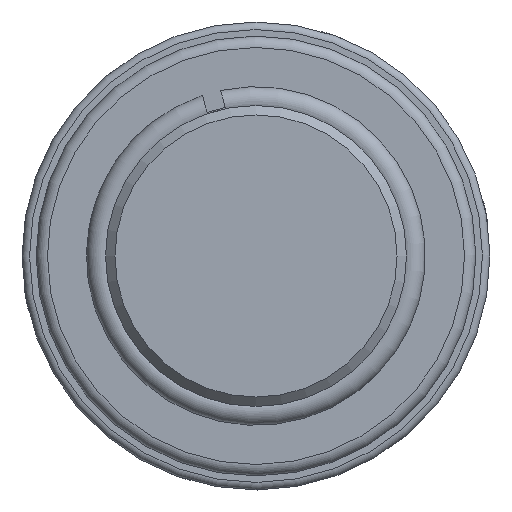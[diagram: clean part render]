
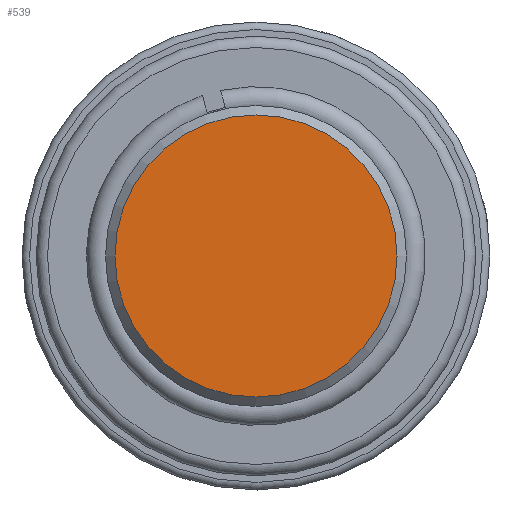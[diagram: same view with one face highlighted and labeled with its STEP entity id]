
A CAD part, left-side view. The second image highlights one B-rep face of the part: STEP entity #539.
In plain terms, the highlighted planar face has unit normal (-1, 0, 0).
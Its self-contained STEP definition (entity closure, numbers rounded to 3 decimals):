
#519=CARTESIAN_POINT('',(0.,7.475,0.0));
#520=VERTEX_POINT('',#519);
#521=CARTESIAN_POINT('',(0.0,0.0,0.0));
#522=DIRECTION('',(1.0,0.0,0.0));
#523=DIRECTION('',(0.0,1.0,0.0));
#524=AXIS2_PLACEMENT_3D('',#521,#522,#523);
#525=CIRCLE('',#524,7.475);
#526=EDGE_CURVE('',#520,#520,#525,.T.);
#531=CARTESIAN_POINT('',(0.,6.988,0.0));
#532=DIRECTION('',(-1.0,0.0,0.0));
#533=DIRECTION('',(0.0,0.0,1.0));
#534=AXIS2_PLACEMENT_3D('',#531,#532,#533);
#535=PLANE('',#534);
#536=ORIENTED_EDGE('',*,*,#526,.F.);
#537=EDGE_LOOP('',(#536));
#538=FACE_OUTER_BOUND('',#537,.T.);
#539=ADVANCED_FACE('',(#538),#535,.T.);
